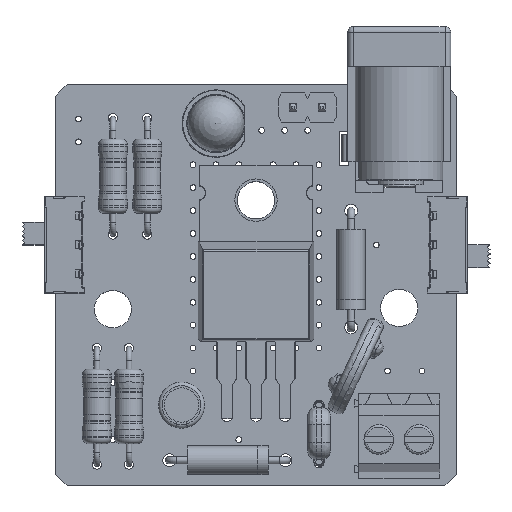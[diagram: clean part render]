
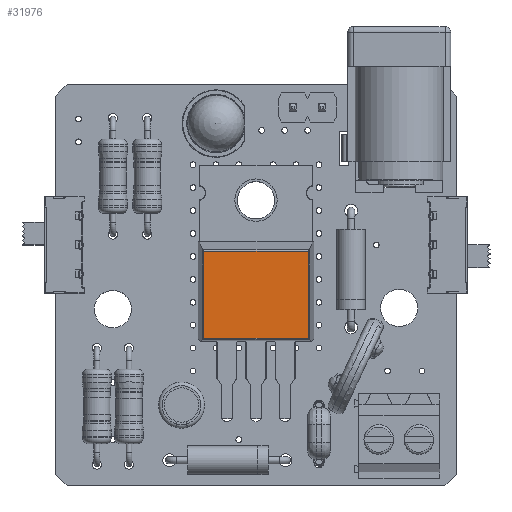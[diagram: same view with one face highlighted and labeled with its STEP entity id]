
A CAD part, top view. The second image highlights one B-rep face of the part: STEP entity #31976.
In plain terms, the highlighted face is planar.
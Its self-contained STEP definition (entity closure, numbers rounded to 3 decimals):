
#3076=PLANE('',#35829);
#4851=FACE_OUTER_BOUND('',#6957,.T.);
#6957=EDGE_LOOP('',(#28818,#28819,#28820,#28821));
#9170=LINE('',#59107,#11578);
#9183=LINE('',#59145,#11591);
#9184=LINE('',#59147,#11592);
#9192=LINE('',#59333,#11600);
#11578=VECTOR('',#44778,10.);
#11591=VECTOR('',#44807,10.);
#11592=VECTOR('',#44810,10.);
#11600=VECTOR('',#44856,10.);
#16090=VERTEX_POINT('',#59102);
#16091=VERTEX_POINT('',#59105);
#16101=VERTEX_POINT('',#59141);
#16102=VERTEX_POINT('',#59143);
#20348=EDGE_CURVE('',#16090,#16091,#9170,.T.);
#20365=EDGE_CURVE('',#16101,#16102,#9183,.T.);
#20366=EDGE_CURVE('',#16091,#16101,#9184,.T.);
#20389=EDGE_CURVE('',#16102,#16090,#9192,.T.);
#28818=ORIENTED_EDGE('',*,*,#20348,.T.);
#28819=ORIENTED_EDGE('',*,*,#20366,.T.);
#28820=ORIENTED_EDGE('',*,*,#20365,.T.);
#28821=ORIENTED_EDGE('',*,*,#20389,.T.);
#31976=ADVANCED_FACE('',(#4851),#3076,.T.);
#35829=AXIS2_PLACEMENT_3D('',#59334,#44857,#44858);
#44778=DIRECTION('',(0.,0.,1.));
#44807=DIRECTION('',(0.,0.,-1.));
#44810=DIRECTION('',(-1.,0.,0.));
#44856=DIRECTION('',(1.,0.,0.));
#44857=DIRECTION('center_axis',(0.,-1.,0.));
#44858=DIRECTION('ref_axis',(0.,0.,-1.));
#59102=CARTESIAN_POINT('',(4.55,-1.75,4.012));
#59105=CARTESIAN_POINT('',(4.55,-1.75,11.651));
#59107=CARTESIAN_POINT('',(4.55,-1.75,4.012));
#59141=CARTESIAN_POINT('',(-4.55,-1.75,11.651));
#59143=CARTESIAN_POINT('',(-4.55,-1.75,4.012));
#59145=CARTESIAN_POINT('',(-4.55,-1.75,11.651));
#59147=CARTESIAN_POINT('',(4.55,-1.75,11.651));
#59333=CARTESIAN_POINT('',(-4.55,-1.75,4.012));
#59334=CARTESIAN_POINT('Origin',(-4.55,-1.75,7.831));
